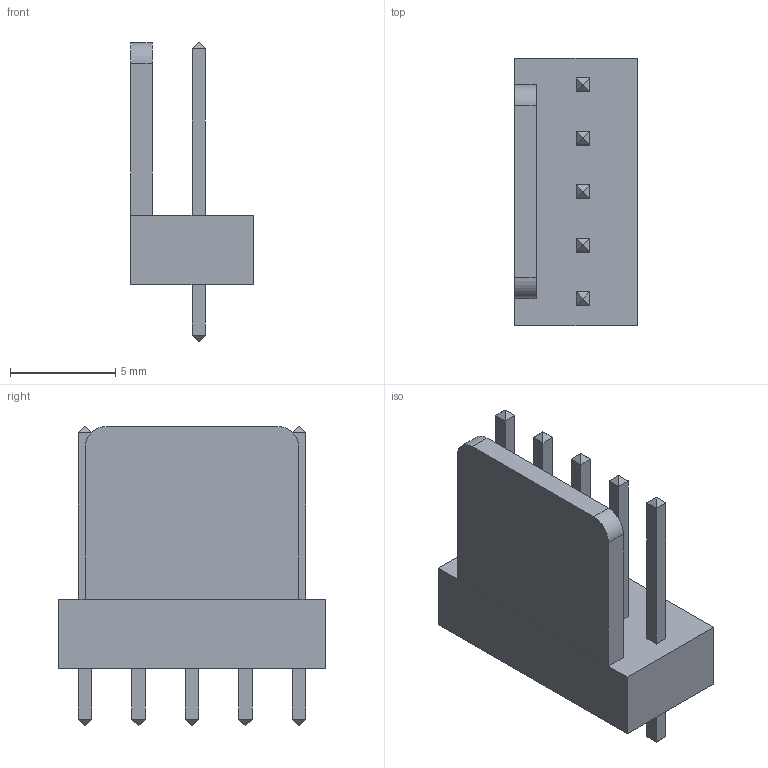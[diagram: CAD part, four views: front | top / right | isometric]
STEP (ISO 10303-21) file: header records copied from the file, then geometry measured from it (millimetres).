
FILE_DESCRIPTION(('FreeCAD Model'),'2;1');
FILE_NAME('Molex_KK256_Pin_Header_Straight_1x05.step' ,'2019-08-19T01:48:24',('Author'),(''), 'Open CASCADE STEP processor 6.8','FreeCAD','Unknown');
FILE_SCHEMA(('AUTOMOTIVE_DESIGN_CC2 { 1 2 10303 214 -1 1 5 4 }'));
Length unit declared in the file: millimetre
Products named in the file (1): Molex_KK256_Pin_Header_Straight_1x05
Bounding box: 5.8 x 12.7 x 14.2 mm (x, y, z)
Volume: 347.5 mm3; surface area: 584.3 mm2
Topology: 1 solids, 1 shells, 103 faces, 231 edges, 140 vertices
Faces by surface type: plane 101, cylinder 2
Entity records: 3487 total; most frequent: CARTESIAN_POINT 475, ORIENTED_EDGE 462, DIRECTION 443, EDGE_CURVE 231, LINE 227, VECTOR 227, VERTEX_POINT 140, FACE_BOUND 113
